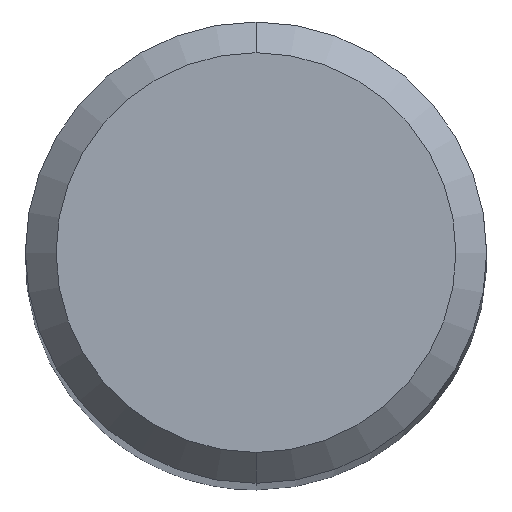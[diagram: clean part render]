
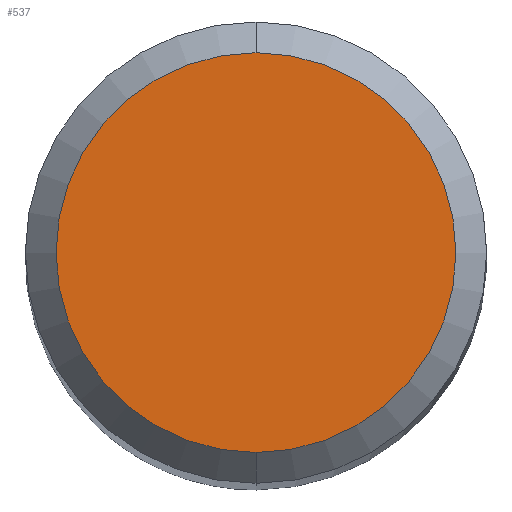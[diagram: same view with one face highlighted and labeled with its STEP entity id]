
A CAD part, top view. The second image highlights one B-rep face of the part: STEP entity #537.
In plain terms, the highlighted planar face has unit normal (0, 0, 1).
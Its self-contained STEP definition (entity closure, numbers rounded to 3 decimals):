
#399=VERTEX_POINT('',#1085);
#537=ADVANCED_FACE('',(#1236),#1237,.T.);
#543=EDGE_CURVE('',#875,#399,#1243,.T.);
#871=EDGE_CURVE('',#399,#875,#1604,.T.);
#875=VERTEX_POINT('',#1609);
#1085=CARTESIAN_POINT('',(0.,-2.6,0.0));
#1236=FACE_OUTER_BOUND('',#2924,.T.);
#1237=PLANE('',#2925);
#1243=CIRCLE('',#3168,2.6);
#1604=CIRCLE('',#8640,2.6);
#1609=CARTESIAN_POINT('',(0.0,2.6,0.0));
#2924=EDGE_LOOP('',(#10767,#10768));
#2925=AXIS2_PLACEMENT_3D('',#10769,#10770,#10771);
#3168=AXIS2_PLACEMENT_3D('',#10772,#10773,#10774);
#8640=AXIS2_PLACEMENT_3D('',#11198,#11199,#11200);
#10767=ORIENTED_EDGE('',*,*,#543,.F.);
#10768=ORIENTED_EDGE('',*,*,#871,.F.);
#10769=CARTESIAN_POINT('',(0.0,1.3,0.0));
#10770=DIRECTION('',(-0.0,0.0,1.0));
#10771=DIRECTION('',(0.0,-1.0,0.0));
#10772=CARTESIAN_POINT('',(0.0,0.0,0.0));
#10773=DIRECTION('',(0.0,0.0,-1.0));
#10774=DIRECTION('',(0.0,1.0,0.0));
#11198=CARTESIAN_POINT('',(0.0,0.0,0.0));
#11199=DIRECTION('',(0.0,0.0,-1.0));
#11200=DIRECTION('',(0.0,1.0,0.0));
